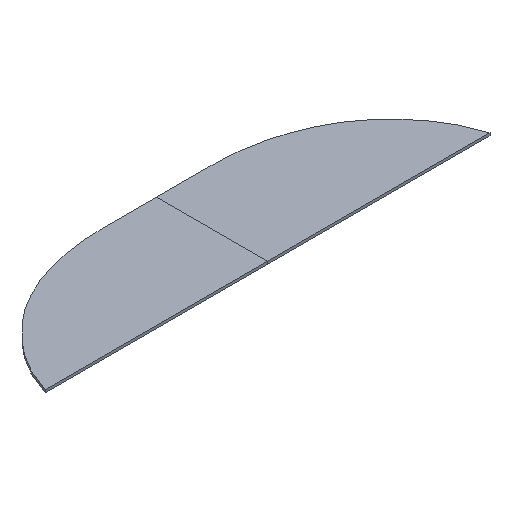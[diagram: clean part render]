
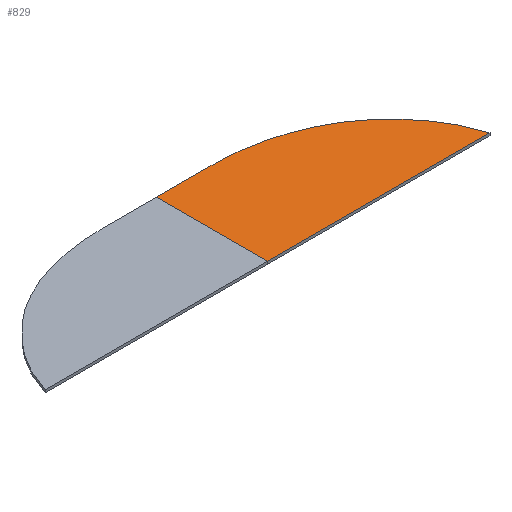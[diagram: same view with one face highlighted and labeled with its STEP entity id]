
A CAD part, isometric view. The second image highlights one B-rep face of the part: STEP entity #829.
In plain terms, the highlighted planar face has unit normal (0, 0, 1).
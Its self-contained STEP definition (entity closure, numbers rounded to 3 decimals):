
#455=CARTESIAN_POINT('',(84.098,0.,1.));
#456=VERTEX_POINT('',#455);
#463=CARTESIAN_POINT('',(0.,0.,1.));
#464=VERTEX_POINT('',#463);
#465=CARTESIAN_POINT('',(0.,0.,1.));
#466=DIRECTION('',(1.,0.,-0.));
#467=VECTOR('',#466,84.098);
#468=LINE('',#465,#467);
#469=EDGE_CURVE('',#464,#456,#468,.T.);
#677=CARTESIAN_POINT('',(19.789,42.,1.));
#678=VERTEX_POINT('',#677);
#685=CARTESIAN_POINT('',(84.098,0.,1.));
#686=CARTESIAN_POINT('',(83.968,0.41,1.));
#687=CARTESIAN_POINT('',(83.839,0.82,1.));
#688=CARTESIAN_POINT('',(83.705,1.229,1.));
#689=CARTESIAN_POINT('',(83.571,1.637,1.));
#690=CARTESIAN_POINT('',(83.432,2.044,1.));
#691=CARTESIAN_POINT('',(83.288,2.449,1.));
#692=CARTESIAN_POINT('',(83.001,3.259,1.));
#693=CARTESIAN_POINT('',(82.696,4.061,1.));
#694=CARTESIAN_POINT('',(82.372,4.855,1.));
#695=CARTESIAN_POINT('',(81.723,6.443,1.));
#696=CARTESIAN_POINT('',(80.999,7.998,1.));
#697=CARTESIAN_POINT('',(80.193,9.517,1.));
#698=CARTESIAN_POINT('',(79.387,11.036,1.));
#699=CARTESIAN_POINT('',(78.504,12.508,1.));
#700=CARTESIAN_POINT('',(77.544,13.928,1.));
#701=CARTESIAN_POINT('',(77.304,14.283,1.));
#702=CARTESIAN_POINT('',(77.059,14.635,1.));
#703=CARTESIAN_POINT('',(76.809,14.984,1.));
#704=CARTESIAN_POINT('',(76.559,15.332,1.));
#705=CARTESIAN_POINT('',(76.304,15.678,1.));
#706=CARTESIAN_POINT('',(76.046,16.021,1.));
#707=CARTESIAN_POINT('',(75.53,16.707,1.));
#708=CARTESIAN_POINT('',(74.999,17.384,1.));
#709=CARTESIAN_POINT('',(74.457,18.05,1.));
#710=CARTESIAN_POINT('',(73.371,19.381,1.));
#711=CARTESIAN_POINT('',(72.236,20.668,1.));
#712=CARTESIAN_POINT('',(71.052,21.912,1.));
#713=CARTESIAN_POINT('',(70.461,22.534,1.));
#714=CARTESIAN_POINT('',(69.856,23.147,1.));
#715=CARTESIAN_POINT('',(69.242,23.747,1.));
#716=CARTESIAN_POINT('',(68.627,24.347,1.));
#717=CARTESIAN_POINT('',(68.002,24.935,1.));
#718=CARTESIAN_POINT('',(67.367,25.512,1.));
#719=CARTESIAN_POINT('',(66.732,26.089,1.));
#720=CARTESIAN_POINT('',(66.086,26.655,1.));
#721=CARTESIAN_POINT('',(65.431,27.209,1.));
#722=CARTESIAN_POINT('',(64.776,27.764,1.));
#723=CARTESIAN_POINT('',(64.106,28.304,1.));
#724=CARTESIAN_POINT('',(63.422,28.825,1.));
#725=CARTESIAN_POINT('',(62.055,29.867,1.));
#726=CARTESIAN_POINT('',(60.639,30.836,1.));
#727=CARTESIAN_POINT('',(59.181,31.739,1.));
#728=CARTESIAN_POINT('',(57.722,32.642,1.));
#729=CARTESIAN_POINT('',(56.218,33.48,1.));
#730=CARTESIAN_POINT('',(54.685,34.256,1.));
#731=CARTESIAN_POINT('',(53.151,35.031,1.));
#732=CARTESIAN_POINT('',(51.585,35.745,1.));
#733=CARTESIAN_POINT('',(49.997,36.402,1.));
#734=CARTESIAN_POINT('',(49.202,36.731,1.));
#735=CARTESIAN_POINT('',(48.402,37.046,1.));
#736=CARTESIAN_POINT('',(47.598,37.347,1.));
#737=CARTESIAN_POINT('',(46.793,37.648,1.));
#738=CARTESIAN_POINT('',(45.985,37.937,1.));
#739=CARTESIAN_POINT('',(45.171,38.209,1.));
#740=CARTESIAN_POINT('',(44.357,38.482,1.));
#741=CARTESIAN_POINT('',(43.538,38.739,1.));
#742=CARTESIAN_POINT('',(42.713,38.979,1.));
#743=CARTESIAN_POINT('',(41.888,39.22,1.));
#744=CARTESIAN_POINT('',(41.058,39.445,1.));
#745=CARTESIAN_POINT('',(40.224,39.654,1.));
#746=CARTESIAN_POINT('',(38.556,40.072,1.));
#747=CARTESIAN_POINT('',(36.872,40.428,1.));
#748=CARTESIAN_POINT('',(35.18,40.726,1.));
#749=CARTESIAN_POINT('',(33.488,41.024,1.));
#750=CARTESIAN_POINT('',(31.788,41.265,1.));
#751=CARTESIAN_POINT('',(30.08,41.454,1.));
#752=CARTESIAN_POINT('',(28.372,41.642,1.));
#753=CARTESIAN_POINT('',(26.657,41.779,1.));
#754=CARTESIAN_POINT('',(24.941,41.868,1.));
#755=CARTESIAN_POINT('',(23.226,41.958,1.));
#756=CARTESIAN_POINT('',(21.508,42.,1.));
#757=CARTESIAN_POINT('',(19.789,42.,1.));
#758=B_SPLINE_CURVE_WITH_KNOTS('',3,(#685,#686,#687,#688,#689,#690,#691,#692,#693,#694,#695,#696,#697,#698,#699,#700,#701,#702,#703,#704,#705,#706,#707,#708,#709,#710,
#711,#712,#713,#714,#715,#716,#717,#718,#719,#720,#721,#722,#723,#724,#725,#726,#727,#728,#729,#730,#731,#732,#733,#734,#735,
#736,#737,#738,#739,#740,#741,#742,#743,#744,#745,#746,#747,#748,#749,#750,#751,#752,#753,#754,#755,#756,#757),.UNSPECIFIED.,.F.,.F.,(4,3,3,3,3,3,3,3,3,3,3,3,3,3,3,3,3,3,3,3,3,3,3,3,4),(0.,0.001,0.003,0.005,0.01,0.015,0.017,0.018,0.021,0.026,0.028,0.031,0.034,0.036,0.041,0.046,0.052,0.054,0.057,0.059,0.062,0.067,0.072,0.077,0.083),.UNSPECIFIED.);
#759=EDGE_CURVE('',#456,#678,#758,.T.);
#778=CARTESIAN_POINT('',(0.,42.,1.));
#779=VERTEX_POINT('',#778);
#786=CARTESIAN_POINT('',(-0.,42.,1.));
#787=DIRECTION('',(1.,0.,0.));
#788=VECTOR('',#787,19.789);
#789=LINE('',#786,#788);
#790=EDGE_CURVE('',#779,#678,#789,.T.);
#808=CARTESIAN_POINT('',(0.,0.,1.));
#809=DIRECTION('',(0.,1.,0.));
#810=VECTOR('',#809,42.);
#811=LINE('',#808,#810);
#812=EDGE_CURVE('',#464,#779,#811,.T.);
#818=CARTESIAN_POINT('',(0.,0.,1.));
#819=DIRECTION('',(0.,0.,1.));
#820=DIRECTION('',(1.,0.,0.));
#821=AXIS2_PLACEMENT_3D('',#818,#819,#820);
#822=PLANE('',#821);
#823=ORIENTED_EDGE('',*,*,#469,.T.);
#824=ORIENTED_EDGE('',*,*,#759,.T.);
#825=ORIENTED_EDGE('',*,*,#790,.F.);
#826=ORIENTED_EDGE('',*,*,#812,.F.);
#827=EDGE_LOOP('',(#823,#824,#825,#826));
#828=FACE_BOUND('',#827,.T.);
#829=ADVANCED_FACE('',(#828),#822,.T.);
